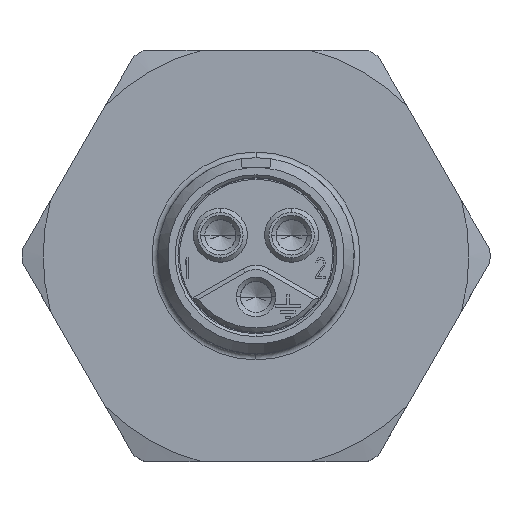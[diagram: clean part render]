
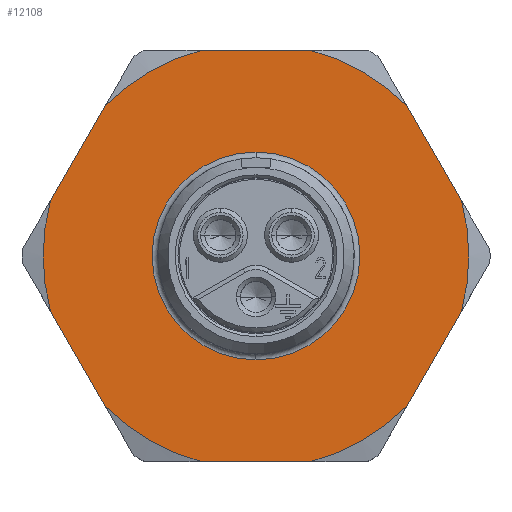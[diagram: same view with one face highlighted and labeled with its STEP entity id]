
A CAD part, top view. The second image highlights one B-rep face of the part: STEP entity #12108.
In plain terms, the highlighted planar face has unit normal (0, 0, 1).
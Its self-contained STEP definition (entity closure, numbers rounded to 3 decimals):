
#692=CARTESIAN_POINT('',(0.,9.612,16.));
#693=DIRECTION('',(0.,0.,1.));
#694=DIRECTION('',(0.,1.,0.));
#695=AXIS2_PLACEMENT_3D('',#692,#693,#694);
#707=DIRECTION('',(0.5,-0.866,0.));
#708=VECTOR('',#707,7.737);
#709=CARTESIAN_POINT('',(10.623,20.212,16.));
#710=LINE('1068',#709,#708);
#711=DIRECTION('',(0.5,0.866,0.));
#712=VECTOR('',#711,7.737);
#713=CARTESIAN_POINT('',(10.623,-0.988,16.));
#714=LINE('1023',#713,#712);
#715=DIRECTION('',(-1.,0.,0.));
#716=VECTOR('',#715,7.737);
#717=CARTESIAN_POINT('',(3.869,-4.888,16.));
#718=LINE('1045',#717,#716);
#719=DIRECTION('',(-0.5,0.866,0.));
#720=VECTOR('',#719,7.737);
#721=CARTESIAN_POINT('',(-10.623,-0.988,16.));
#722=LINE('1069',#721,#720);
#723=DIRECTION('',(-0.5,-0.866,0.));
#724=VECTOR('',#723,7.737);
#725=CARTESIAN_POINT('',(-10.623,20.212,16.));
#726=LINE('1022',#725,#724);
#727=DIRECTION('',(-1.,0.,0.));
#728=VECTOR('',#727,7.737);
#729=CARTESIAN_POINT('',(3.869,24.112,16.));
#730=LINE('1044',#729,#728);
#742=CARTESIAN_POINT('',(14.492,13.512,16.));
#754=CARTESIAN_POINT('',(10.623,20.212,16.));
#801=CARTESIAN_POINT('',(0.,9.612,16.));
#802=DIRECTION('',(0.,0.,1.));
#803=DIRECTION('',(0.708,0.706,0.));
#804=AXIS2_PLACEMENT_3D('',#801,#802,#803);
#822=CARTESIAN_POINT('',(3.869,24.112,16.));
#834=CARTESIAN_POINT('',(-3.869,24.112,16.));
#847=CARTESIAN_POINT('',(0.,9.612,16.));
#848=DIRECTION('',(0.,0.,1.));
#849=DIRECTION('',(-0.258,0.966,0.));
#850=AXIS2_PLACEMENT_3D('',#847,#848,#849);
#908=CARTESIAN_POINT('',(0.,9.612,16.));
#909=DIRECTION('',(0.,0.,1.));
#910=DIRECTION('',(-0.966,0.26,0.));
#911=AXIS2_PLACEMENT_3D('',#908,#909,#910);
#924=CARTESIAN_POINT('',(-14.492,5.712,16.));
#936=CARTESIAN_POINT('',(-10.623,-0.988,16.));
#959=CARTESIAN_POINT('',(0.,9.612,16.));
#960=DIRECTION('',(0.,0.,1.));
#961=DIRECTION('',(-0.708,-0.706,0.));
#962=AXIS2_PLACEMENT_3D('',#959,#960,#961);
#980=CARTESIAN_POINT('',(-3.869,-4.888,16.));
#992=CARTESIAN_POINT('',(3.869,-4.888,16.));
#1015=CARTESIAN_POINT('',(0.,9.612,16.));
#1016=DIRECTION('',(0.,0.,1.));
#1017=DIRECTION('',(0.258,-0.966,0.));
#1018=AXIS2_PLACEMENT_3D('',#1015,#1016,#1017);
#1036=CARTESIAN_POINT('',(10.623,-0.988,16.));
#1048=CARTESIAN_POINT('',(14.492,5.712,16.));
#1076=CARTESIAN_POINT('',(0.,9.612,16.));
#1077=DIRECTION('',(0.,0.,1.));
#1078=DIRECTION('',(0.966,-0.26,0.));
#1079=AXIS2_PLACEMENT_3D('',#1076,#1077,#1078);
#7851=CARTESIAN_POINT('',(0.,9.612,16.));
#7852=DIRECTION('',(0.,0.,1.));
#7853=DIRECTION('',(0.,-1.,0.));
#7854=AXIS2_PLACEMENT_3D('',#7851,#7852,#7853);
#9714=CARTESIAN_POINT('',(0.,2.287,16.));
#9715=CARTESIAN_POINT('',(0.,16.937,16.));
#9716=VERTEX_POINT('',#9714);
#9717=VERTEX_POINT('',#9715);
#9970=VERTEX_POINT('',#1048);
#9971=VERTEX_POINT('',#1036);
#9972=CARTESIAN_POINT('',(-10.623,20.212,16.));
#9973=CARTESIAN_POINT('',(-14.492,13.512,16.));
#9974=VERTEX_POINT('',#9972);
#9975=VERTEX_POINT('',#9973);
#10002=VERTEX_POINT('',#834);
#10003=VERTEX_POINT('',#822);
#10004=VERTEX_POINT('',#992);
#10005=VERTEX_POINT('',#980);
#10026=VERTEX_POINT('',#754);
#10027=VERTEX_POINT('',#742);
#10028=VERTEX_POINT('',#936);
#10029=VERTEX_POINT('',#924);
#12072=CARTESIAN_POINT('',(0.,9.612,16.));
#12073=DIRECTION('',(0.,0.,1.));
#12074=DIRECTION('',(0.,-1.,0.));
#12075=AXIS2_PLACEMENT_3D('',#12072,#12073,#12074);
#12076=PLANE('258',#12075);
#12078=ORIENTED_EDGE('1068',*,*,#12077,.T.);
#12080=ORIENTED_EDGE('1078',*,*,#12079,.F.);
#12082=ORIENTED_EDGE('1023',*,*,#12081,.F.);
#12084=ORIENTED_EDGE('1053',*,*,#12083,.F.);
#12086=ORIENTED_EDGE('1045',*,*,#12085,.T.);
#12088=ORIENTED_EDGE('1085',*,*,#12087,.F.);
#12090=ORIENTED_EDGE('1069',*,*,#12089,.T.);
#12092=ORIENTED_EDGE('1084',*,*,#12091,.F.);
#12094=ORIENTED_EDGE('1022',*,*,#12093,.F.);
#12096=ORIENTED_EDGE('1050',*,*,#12095,.F.);
#12098=ORIENTED_EDGE('1044',*,*,#12097,.F.);
#12100=ORIENTED_EDGE('1079',*,*,#12099,.F.);
#12101=EDGE_LOOP('258',(#12078,#12080,#12082,#12084,#12086,#12088,#12090,#12092,
#12094,#12096,#12098,#12100));
#12102=FACE_OUTER_BOUND('258',#12101,.F.);
#12104=ORIENTED_EDGE('811',*,*,#12103,.T.);
#12105=ORIENTED_EDGE('813',*,*,#12055,.T.);
#12106=EDGE_LOOP('258',(#12104,#12105));
#12107=FACE_BOUND('258',#12106,.F.);
#696=CIRCLE('813',#695,7.325);
#805=CIRCLE('1079',#804,15.007);
#851=CIRCLE('1050',#850,15.007);
#912=CIRCLE('1084',#911,15.007);
#963=CIRCLE('1085',#962,15.007);
#1019=CIRCLE('1053',#1018,15.007);
#1080=CIRCLE('1078',#1079,15.007);
#7855=CIRCLE('811',#7854,7.325);
#12055=EDGE_CURVE('813',#9717,#9716,#696,.T.);
#12077=EDGE_CURVE('1068',#10026,#10027,#710,.T.);
#12079=EDGE_CURVE('1078',#9970,#10027,#1080,.T.);
#12081=EDGE_CURVE('1023',#9971,#9970,#714,.T.);
#12083=EDGE_CURVE('1053',#10004,#9971,#1019,.T.);
#12085=EDGE_CURVE('1045',#10004,#10005,#718,.T.);
#12087=EDGE_CURVE('1085',#10028,#10005,#963,.T.);
#12089=EDGE_CURVE('1069',#10028,#10029,#722,.T.);
#12091=EDGE_CURVE('1084',#9975,#10029,#912,.T.);
#12093=EDGE_CURVE('1022',#9974,#9975,#726,.T.);
#12095=EDGE_CURVE('1050',#10002,#9974,#851,.T.);
#12097=EDGE_CURVE('1044',#10003,#10002,#730,.T.);
#12099=EDGE_CURVE('1079',#10026,#10003,#805,.T.);
#12103=EDGE_CURVE('811',#9716,#9717,#7855,.T.);
#12108=ADVANCED_FACE('258',(#12102,#12107),#12076,.T.);
